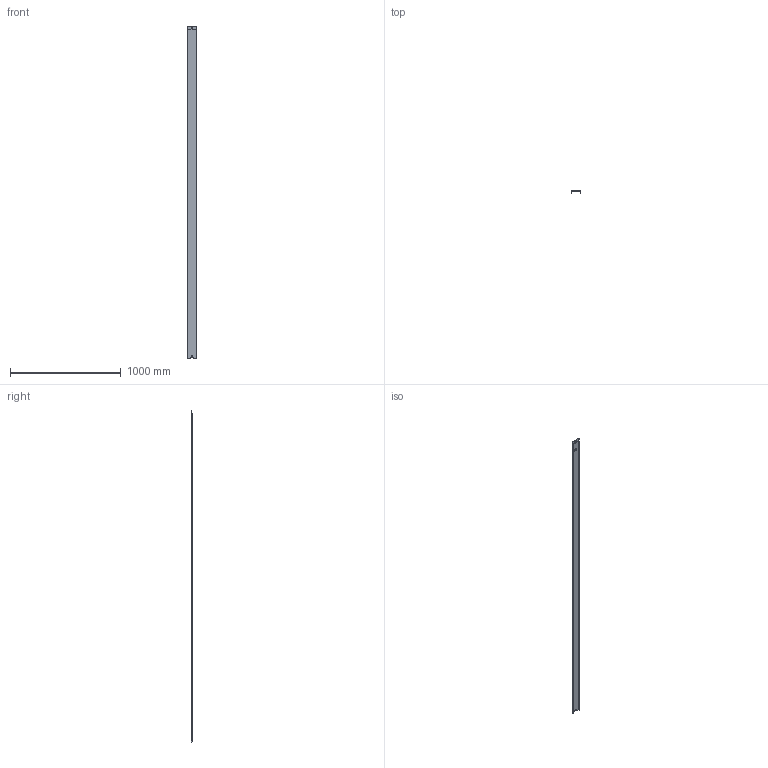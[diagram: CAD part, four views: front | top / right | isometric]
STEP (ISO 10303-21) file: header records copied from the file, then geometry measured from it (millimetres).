
FILE_DESCRIPTION (( 'STEP AP214' ), '1' );
FILE_NAME ('CLP1K-080-055-3_Êðûøêà íà ëîòîê îñí. 80-0,55ìì IEK.STEP', '2020-07-11T10:30:39', ( 'Igoran' ), ( '' ), 'SwSTEP 2.0', 'SolidWorks 2017', '' );
FILE_SCHEMA (( 'AUTOMOTIVE_DESIGN' ));
Length unit declared in the file: millimetre
Products named in the file (1): CLP1K-080-055-3_Êðûøêà íà ëîòîê îñí. 80-0,55ìì IEK
Bounding box: 84.1 x 17.49 x 3000 mm (x, y, z)
Volume: 188513.1 mm3; surface area: 688647.5 mm2
Topology: 1 solids, 1 shells, 181 faces, 431 edges, 262 vertices
Faces by surface type: plane 99, cylinder 32, bspline 22, torus 20, cone 8
Entity records: 6093 total; most frequent: CARTESIAN_POINT 1931, ORIENTED_EDGE 862, DIRECTION 841, EDGE_CURVE 431, AXIS2_PLACEMENT_3D 284, VECTOR 273, LINE 273, VERTEX_POINT 262
